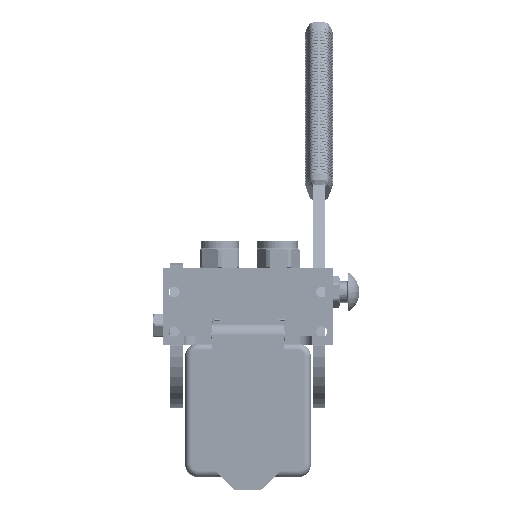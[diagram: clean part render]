
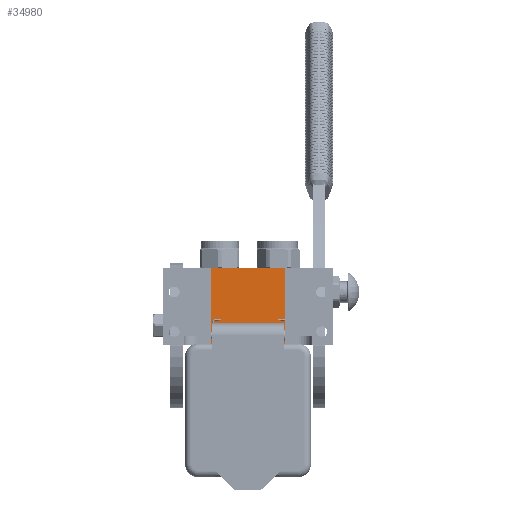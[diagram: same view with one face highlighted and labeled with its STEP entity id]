
A CAD part, left-side view. The second image highlights one B-rep face of the part: STEP entity #34980.
In plain terms, the highlighted face is planar.
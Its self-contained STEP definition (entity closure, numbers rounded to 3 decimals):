
#2424 = DIRECTION ( 'NONE',  ( -1., 0., 0. ) ) ;
#7351 = DIRECTION ( 'NONE',  ( 0., 1., 0. ) ) ;
#13968 = CARTESIAN_POINT ( 'NONE',  ( 29., 0., -107.5 ) ) ;
#24503 = EDGE_CURVE ( 'NONE', #156235, #73067, #50707, .T. ) ;
#32494 = CARTESIAN_POINT ( 'NONE',  ( 29., 0., -107.5 ) ) ;
#34856 = CARTESIAN_POINT ( 'NONE',  ( 29., 0., -107.5 ) ) ;
#34980 = ADVANCED_FACE ( 'NONE', ( #153564 ), #62201, .T. ) ;
#35241 = EDGE_CURVE ( 'NONE', #84472, #55457, #49242, .T. ) ;
#37270 = LINE ( 'NONE', #13968, #164015 ) ;
#41260 = CARTESIAN_POINT ( 'NONE',  ( -29., 0., -107.5 ) ) ;
#42037 = ORIENTED_EDGE ( 'NONE', *, *, #45937, .T. ) ;
#45937 = EDGE_CURVE ( 'NONE', #84472, #156235, #37270, .T. ) ;
#49242 = LINE ( 'NONE', #32494, #75751 ) ;
#50707 = LINE ( 'NONE', #146510, #110073 ) ;
#54428 = ORIENTED_EDGE ( 'NONE', *, *, #152310, .F. ) ;
#55457 = VERTEX_POINT ( 'NONE', #120613 ) ;
#55589 = DIRECTION ( 'NONE',  ( -1., 0., 0. ) ) ;
#61081 = DIRECTION ( 'NONE',  ( 0., 0., -1. ) ) ;
#62201 = PLANE ( 'NONE',  #69119 ) ;
#69119 = AXIS2_PLACEMENT_3D ( 'NONE', #34856, #61081, #152596 ) ;
#71532 = VECTOR ( 'NONE', #55589, 1000. ) ;
#73067 = VERTEX_POINT ( 'NONE', #84785 ) ;
#75751 = VECTOR ( 'NONE', #7351, 1000. ) ;
#84472 = VERTEX_POINT ( 'NONE', #142382 ) ;
#84785 = CARTESIAN_POINT ( 'NONE',  ( -29., 60.2, -107.5 ) ) ;
#95544 = DIRECTION ( 'NONE',  ( 0., 1., 0. ) ) ;
#106338 = LINE ( 'NONE', #146552, #71532 ) ;
#110073 = VECTOR ( 'NONE', #95544, 1000. ) ;
#120613 = CARTESIAN_POINT ( 'NONE',  ( 29., 60.2, -107.5 ) ) ;
#132952 = ORIENTED_EDGE ( 'NONE', *, *, #24503, .T. ) ;
#142382 = CARTESIAN_POINT ( 'NONE',  ( 29., 0., -107.5 ) ) ;
#144361 = ORIENTED_EDGE ( 'NONE', *, *, #35241, .F. ) ;
#146510 = CARTESIAN_POINT ( 'NONE',  ( -29., 0., -107.5 ) ) ;
#146552 = CARTESIAN_POINT ( 'NONE',  ( 29., 60.2, -107.5 ) ) ;
#149266 = EDGE_LOOP ( 'NONE', ( #132952, #54428, #144361, #42037 ) ) ;
#152310 = EDGE_CURVE ( 'NONE', #55457, #73067, #106338, .T. ) ;
#152596 = DIRECTION ( 'NONE',  ( -1., 0., 0. ) ) ;
#153564 = FACE_OUTER_BOUND ( 'NONE', #149266, .T. ) ;
#156235 = VERTEX_POINT ( 'NONE', #41260 ) ;
#164015 = VECTOR ( 'NONE', #2424, 1000. ) ;
